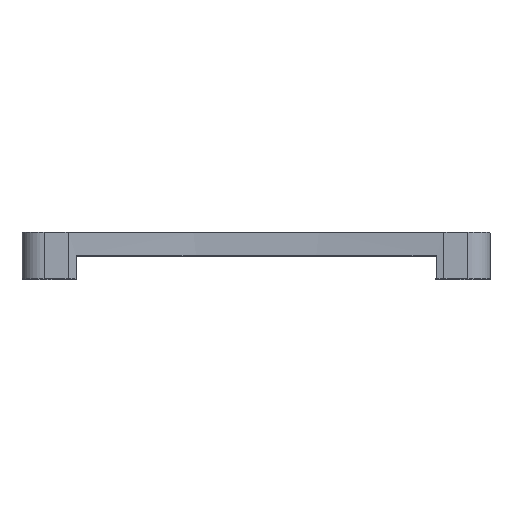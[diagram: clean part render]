
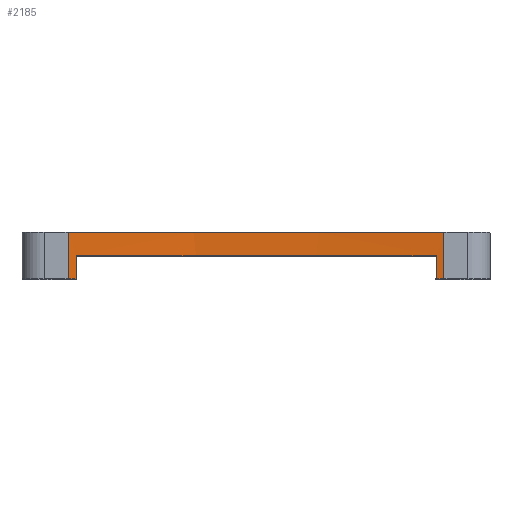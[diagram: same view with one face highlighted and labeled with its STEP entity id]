
A CAD part, top view. The second image highlights one B-rep face of the part: STEP entity #2185.
In plain terms, the highlighted cylindrical face has radius 808.468 mm (diameter 1616.94 mm), a partial arc.
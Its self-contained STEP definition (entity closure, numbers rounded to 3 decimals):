
#11 = VERTEX_POINT ( 'NONE', #2866 ) ;
#179 = ORIENTED_EDGE ( 'NONE', *, *, #353, .T. ) ;
#193 = ORIENTED_EDGE ( 'NONE', *, *, #3910, .F. ) ;
#198 = CIRCLE ( 'NONE', #3043, 808.468 ) ;
#203 = EDGE_CURVE ( 'NONE', #4350, #4403, #4596, .T. ) ;
#228 = CARTESIAN_POINT ( 'NONE',  ( 0., -53., 905.271 ) ) ;
#342 = ORIENTED_EDGE ( 'NONE', *, *, #3594, .F. ) ;
#353 = EDGE_CURVE ( 'NONE', #4350, #11, #4079, .T. ) ;
#567 = EDGE_CURVE ( 'NONE', #4403, #3053, #2749, .T. ) ;
#569 = ORIENTED_EDGE ( 'NONE', *, *, #4502, .T. ) ;
#570 = FACE_OUTER_BOUND ( 'NONE', #810, .T. ) ;
#635 = CARTESIAN_POINT ( 'NONE',  ( -77.513, -63., 100.527 ) ) ;
#687 = DIRECTION ( 'NONE',  ( 0., 1., 0. ) ) ;
#760 = VECTOR ( 'NONE', #3625, 1000. ) ;
#810 = EDGE_LOOP ( 'NONE', ( #179, #569, #193, #342, #3759, #4230, #2620, #4558 ) ) ;
#1022 = LINE ( 'NONE', #3420, #4583 ) ;
#1192 = CARTESIAN_POINT ( 'NONE',  ( -77.513, -63., 100.527 ) ) ;
#1217 = DIRECTION ( 'NONE',  ( 0., -1., 0. ) ) ;
#1299 = LINE ( 'NONE', #3985, #760 ) ;
#1349 = VERTEX_POINT ( 'NONE', #3362 ) ;
#1426 = VERTEX_POINT ( 'NONE', #1192 ) ;
#1459 = DIRECTION ( 'NONE',  ( 0., 1., 0. ) ) ;
#1648 = CARTESIAN_POINT ( 'NONE',  ( 77.673, -63., 100.542 ) ) ;
#1763 = LINE ( 'NONE', #635, #3209 ) ;
#1774 = DIRECTION ( 'NONE',  ( 0., 0., 1. ) ) ;
#1799 = DIRECTION ( 'NONE',  ( 0., 1., 0. ) ) ;
#1863 = CARTESIAN_POINT ( 'NONE',  ( 0., -43., 905.271 ) ) ;
#1902 = CARTESIAN_POINT ( 'NONE',  ( -77.513, -53., 100.527 ) ) ;
#1977 = CARTESIAN_POINT ( 'NONE',  ( 0., -63., 905.271 ) ) ;
#2185 = ADVANCED_FACE ( 'NONE', ( #570 ), #3329, .F. ) ;
#2208 = DIRECTION ( 'NONE',  ( 0., 1., 0. ) ) ;
#2324 = VECTOR ( 'NONE', #687, 1000. ) ;
#2340 = AXIS2_PLACEMENT_3D ( 'NONE', #228, #2208, #3433 ) ;
#2452 = CARTESIAN_POINT ( 'NONE',  ( 77.673, -53., 100.542 ) ) ;
#2577 = DIRECTION ( 'NONE',  ( 0., 1., 0. ) ) ;
#2594 = CARTESIAN_POINT ( 'NONE',  ( 81.004, -43., 100.871 ) ) ;
#2620 = ORIENTED_EDGE ( 'NONE', *, *, #567, .F. ) ;
#2749 = CIRCLE ( 'NONE', #2340, 808.468 ) ;
#2809 = DIRECTION ( 'NONE',  ( 0., 0., -1. ) ) ;
#2866 = CARTESIAN_POINT ( 'NONE',  ( 81.004, -63., 100.871 ) ) ;
#2872 = VERTEX_POINT ( 'NONE', #2594 ) ;
#3024 = AXIS2_PLACEMENT_3D ( 'NONE', #1863, #3414, #4668 ) ;
#3043 = AXIS2_PLACEMENT_3D ( 'NONE', #1977, #3531, #3148 ) ;
#3053 = VERTEX_POINT ( 'NONE', #1902 ) ;
#3072 = EDGE_CURVE ( 'NONE', #4705, #1426, #198, .T. ) ;
#3143 = CARTESIAN_POINT ( 'NONE',  ( -81.004, -63., 100.871 ) ) ;
#3148 = DIRECTION ( 'NONE',  ( 0., 0., -1. ) ) ;
#3209 = VECTOR ( 'NONE', #1459, 1000. ) ;
#3329 = CYLINDRICAL_SURFACE ( 'NONE', #4370, 808.468 ) ;
#3362 = CARTESIAN_POINT ( 'NONE',  ( -81.004, -43., 100.871 ) ) ;
#3414 = DIRECTION ( 'NONE',  ( 0., -1., 0. ) ) ;
#3420 = CARTESIAN_POINT ( 'NONE',  ( 81.004, -63., 100.871 ) ) ;
#3433 = DIRECTION ( 'NONE',  ( 0., 0., -1. ) ) ;
#3497 = CARTESIAN_POINT ( 'NONE',  ( 0., -63., 905.271 ) ) ;
#3531 = DIRECTION ( 'NONE',  ( 0., -1., 0. ) ) ;
#3594 = EDGE_CURVE ( 'NONE', #4705, #1349, #1299, .T. ) ;
#3625 = DIRECTION ( 'NONE',  ( 0., 1., 0. ) ) ;
#3662 = EDGE_CURVE ( 'NONE', #1426, #3053, #1763, .T. ) ;
#3731 = CARTESIAN_POINT ( 'NONE',  ( 0., -63., 905.271 ) ) ;
#3759 = ORIENTED_EDGE ( 'NONE', *, *, #3072, .T. ) ;
#3776 = CARTESIAN_POINT ( 'NONE',  ( 77.673, -63., 100.542 ) ) ;
#3910 = EDGE_CURVE ( 'NONE', #1349, #2872, #4482, .T. ) ;
#3985 = CARTESIAN_POINT ( 'NONE',  ( -81.004, -63., 100.871 ) ) ;
#4079 = CIRCLE ( 'NONE', #4731, 808.468 ) ;
#4230 = ORIENTED_EDGE ( 'NONE', *, *, #3662, .T. ) ;
#4350 = VERTEX_POINT ( 'NONE', #1648 ) ;
#4370 = AXIS2_PLACEMENT_3D ( 'NONE', #3731, #1799, #1774 ) ;
#4403 = VERTEX_POINT ( 'NONE', #2452 ) ;
#4482 = CIRCLE ( 'NONE', #3024, 808.468 ) ;
#4502 = EDGE_CURVE ( 'NONE', #11, #2872, #1022, .T. ) ;
#4558 = ORIENTED_EDGE ( 'NONE', *, *, #203, .F. ) ;
#4583 = VECTOR ( 'NONE', #2577, 1000. ) ;
#4596 = LINE ( 'NONE', #3776, #2324 ) ;
#4668 = DIRECTION ( 'NONE',  ( 0., 0., -1. ) ) ;
#4705 = VERTEX_POINT ( 'NONE', #3143 ) ;
#4731 = AXIS2_PLACEMENT_3D ( 'NONE', #3497, #1217, #2809 ) ;
